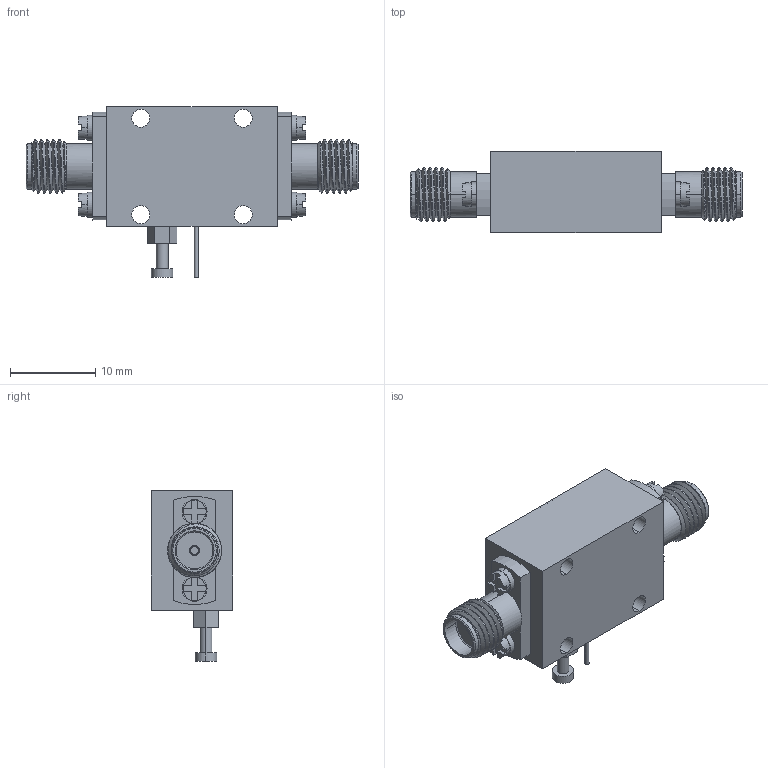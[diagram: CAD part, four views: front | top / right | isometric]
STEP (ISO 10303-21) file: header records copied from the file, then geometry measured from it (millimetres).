
FILE_DESCRIPTION (( 'STEP AP214' ), '1' );
FILE_NAME ('FM82P2006_3D.step', '2023-03-16T18:20:57', ( '' ), ( '' ), 'SwSTEP 2.0', 'SolidWorks 2022', '' );
FILE_SCHEMA (( 'AUTOMOTIVE_DESIGN' ));
Length unit declared in the file: millimetre
Products named in the file (5): PE45572 ¦ FMCN1622; FM82P2006_Base Model; FM82P5024_SCREW 4-40; FM82P2006_3D; FM82P5024_WASHER
Assembly tree (11 placements, depth 2):
  FM82P2006_3D
    FM82P2006_Base Model
    PE45572 ¦ FMCN1622  x2
    FM82P5024_SCREW 4-40  x4
    FM82P5024_WASHER  x4
Bounding box: 38.9 x 9.5 x 20 mm (x, y, z)
Volume: 3073.9 mm3; surface area: 2729.3 mm2
Topology: 22 solids, 22 shells, 867 faces, 2189 edges, 1428 vertices
Faces by surface type: plane 483, cylinder 148, bspline 134, cone 102
Entity records: 22586 total; most frequent: CARTESIAN_POINT 8050, ORIENTED_EDGE 3242, DIRECTION 2179, EDGE_CURVE 1621, VERTEX_POINT 1071, LINE 781, VECTOR 781, AXIS2_PLACEMENT_3D 699
